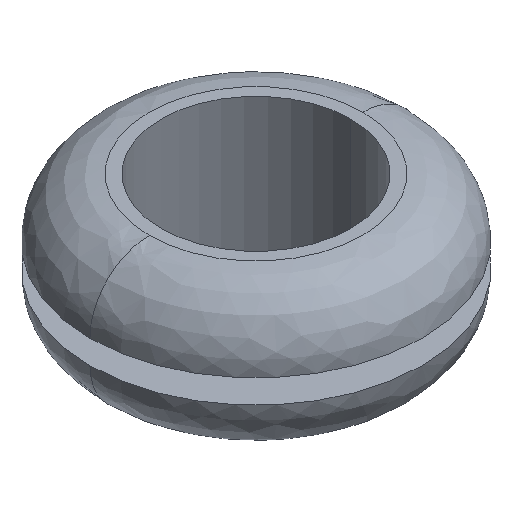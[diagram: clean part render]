
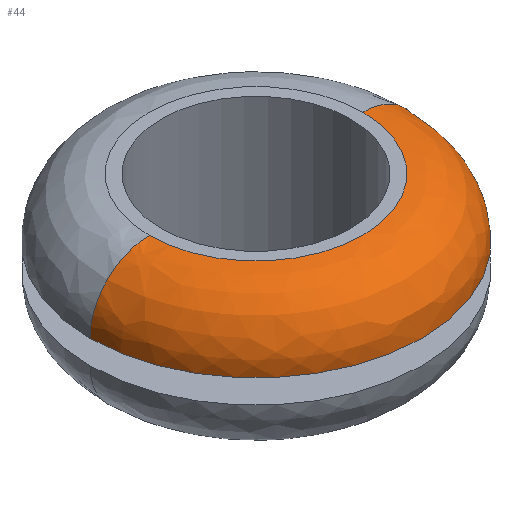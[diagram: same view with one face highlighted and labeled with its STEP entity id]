
A CAD part, isometric view. The second image highlights one B-rep face of the part: STEP entity #44.
In plain terms, the highlighted free-form (B-spline) face has degree [2, 2] with [5, 5] control points.
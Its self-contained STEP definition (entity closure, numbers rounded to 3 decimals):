
#44=ADVANCED_FACE('',(#97),#96,.T.);
#96=( BOUNDED_SURFACE() B_SPLINE_SURFACE( 2,2,((#200,#201,#202,#203,#204),(#205,#206,#207,#208,#209),(#210,#211,#212,#213,#214),(#215,#216,#217,#218,#219),(#220,#221,#222,#223,#224)), .UNSPECIFIED.,.F.,.F.,.F.) B_SPLINE_SURFACE_WITH_KNOTS((3,2,3),(3,2,3),(0.,0.5,1.),(0.,0.5,1.), .UNSPECIFIED. ) GEOMETRIC_REPRESENTATION_ITEM() RATIONAL_B_SPLINE_SURFACE(((1.,0.707,1.,0.707,1.),(0.707,0.5,0.707,0.5,0.707),(1.,0.707,1.,0.707,1.),(0.707,0.5,0.707,0.5,0.707),(1.,0.707,1.,0.707,1.))) REPRESENTATION_ITEM('') SURFACE() );
#97=FACE_OUTER_BOUND('',#225,.T.);
#200=CARTESIAN_POINT('',(2.,0.,-2.5));
#201=CARTESIAN_POINT('',(2.,0.,0.));
#202=CARTESIAN_POINT('',(4.5,0.,0.));
#203=CARTESIAN_POINT('',(7.,0.,0.));
#204=CARTESIAN_POINT('',(7.,0.,-2.5));
#205=CARTESIAN_POINT('',(2.,-2.,-2.5));
#206=CARTESIAN_POINT('',(2.,-2.,0.));
#207=CARTESIAN_POINT('',(4.5,-4.5,0.));
#208=CARTESIAN_POINT('',(7.,-7.,0.));
#209=CARTESIAN_POINT('',(7.,-7.,-2.5));
#210=CARTESIAN_POINT('',(0.,-2.,-2.5));
#211=CARTESIAN_POINT('',(0.,-2.,0.));
#212=CARTESIAN_POINT('',(0.,-4.5,0.));
#213=CARTESIAN_POINT('',(0.,-7.,0.));
#214=CARTESIAN_POINT('',(0.,-7.,-2.5));
#215=CARTESIAN_POINT('',(-2.,-2.,-2.5));
#216=CARTESIAN_POINT('',(-2.,-2.,0.));
#217=CARTESIAN_POINT('',(-4.5,-4.5,0.));
#218=CARTESIAN_POINT('',(-7.,-7.,0.));
#219=CARTESIAN_POINT('',(-7.,-7.,-2.5));
#220=CARTESIAN_POINT('',(-2.,0.,-2.5));
#221=CARTESIAN_POINT('',(-2.,0.,0.));
#222=CARTESIAN_POINT('',(-4.5,0.,0.));
#223=CARTESIAN_POINT('',(-7.,0.,0.));
#224=CARTESIAN_POINT('',(-7.,0.,-2.5));
#225=EDGE_LOOP('',(#340,#341,#342,#343));
#340=ORIENTED_EDGE('',*,*,#373,.F.);
#341=ORIENTED_EDGE('',*,*,#388,.F.);
#342=ORIENTED_EDGE('',*,*,#376,.T.);
#343=ORIENTED_EDGE('',*,*,#389,.T.);
#373=EDGE_CURVE('',#397,#396,#404,.T.);
#376=EDGE_CURVE('',#424,#425,#426,.T.);
#388=EDGE_CURVE('',#424,#397,#508,.T.);
#389=EDGE_CURVE('',#425,#396,#514,.T.);
#396=VERTEX_POINT('',#556);
#397=VERTEX_POINT('',#557);
#404=CIRCLE('',#565,7.);
#424=VERTEX_POINT('',#576);
#425=VERTEX_POINT('',#577);
#426=CIRCLE('',#581,4.5);
#508=(BOUNDED_CURVE() B_SPLINE_CURVE(2,(#636,#637,#638),.UNSPECIFIED.,.F.,.F.) B_SPLINE_CURVE_WITH_KNOTS((3,3),(0.5,1.),.UNSPECIFIED.) CURVE() GEOMETRIC_REPRESENTATION_ITEM() RATIONAL_B_SPLINE_CURVE((1.,0.707,1.)) REPRESENTATION_ITEM('') );
#514=(BOUNDED_CURVE() B_SPLINE_CURVE(3,(#639,#640,#641,#642,#643),.UNSPECIFIED.,.F.,.F.) B_SPLINE_CURVE_WITH_KNOTS((4,1,4),(0.5,0.75,1.),.UNSPECIFIED.) CURVE() GEOMETRIC_REPRESENTATION_ITEM() RATIONAL_B_SPLINE_CURVE((1.,1.,1.,1.,1.)) REPRESENTATION_ITEM('') );
#556=CARTESIAN_POINT('',(-7.,0.,-2.5));
#557=CARTESIAN_POINT('',(7.,0.,-2.5));
#562=CARTESIAN_POINT('',(0.,0.,-2.5));
#563=DIRECTION('',(0.,0.,-1.));
#564=DIRECTION('',(-1.,0.,0.));
#565=AXIS2_PLACEMENT_3D('',#562,#563,#564);
#576=CARTESIAN_POINT('',(4.5,0.,0.));
#577=CARTESIAN_POINT('',(-4.5,0.,0.));
#578=CARTESIAN_POINT('',(0.,0.,0.));
#579=DIRECTION('',(0.,0.,-1.));
#580=DIRECTION('',(-1.,0.,0.));
#581=AXIS2_PLACEMENT_3D('',#578,#579,#580);
#636=CARTESIAN_POINT('',(4.5,0.,0.));
#637=CARTESIAN_POINT('',(7.,0.,0.));
#638=CARTESIAN_POINT('',(7.,0.,-2.5));
#639=CARTESIAN_POINT('',(-4.5,0.,0.));
#640=CARTESIAN_POINT('',(-5.149,0.,0.006));
#641=CARTESIAN_POINT('',(-6.458,0.,-0.542));
#642=CARTESIAN_POINT('',(-7.006,0.,-1.851));
#643=CARTESIAN_POINT('',(-7.,0.,-2.5));
